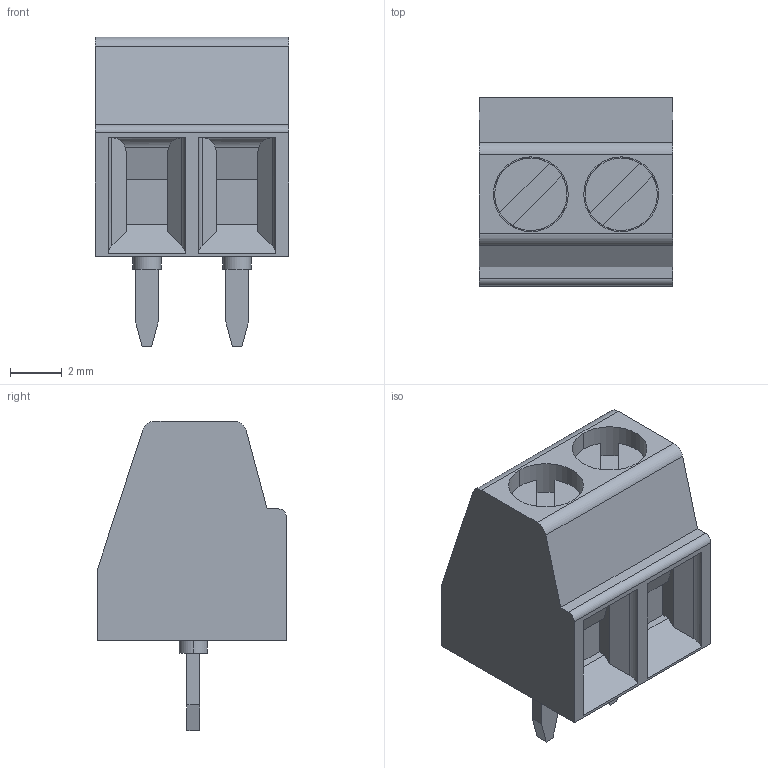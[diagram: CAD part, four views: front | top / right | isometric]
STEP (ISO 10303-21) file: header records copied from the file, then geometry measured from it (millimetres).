
FILE_DESCRIPTION(('Creo Elements/Direct Modeling STEP Export'),'2;1');
FILE_NAME('model.stp','2017-09-20T20:12:10',(''),(''),'Creo Elements/Direct Modeling STEP processor for AP214 (Solid Model)','Creo Elements/Direct Modeling 18.1I 14-Aug-2016 (C) Parametric Technology GmbH','');
FILE_SCHEMA(('AUTOMOTIVE_DESIGN { 1 0 10303 214 1 1 1 1 }'));
Length unit declared in the file: millimetre
Products named in the file (3): MKDS_1-2-3_5; bohrloch.1; MKDS_1-2-3.5
Assembly tree (3 placements, depth 2):
  MKDS_1-2-3.5
    bohrloch.1  x2
    MKDS_1-2-3_5
Bounding box: 7.5 x 7.3 x 12 mm (x, y, z)
Volume: 364.7 mm3; surface area: 422.9 mm2
Topology: 3 solids, 3 shells, 116 faces, 294 edges, 196 vertices
Faces by surface type: plane 76, cylinder 40
Entity records: 4325 total; most frequent: CARTESIAN_POINT 582, DIRECTION 576, ORIENTED_EDGE 576, EDGE_CURVE 288, VECTOR 204, LINE 204, VERTEX_POINT 192, AXIS2_PLACEMENT_3D 186
